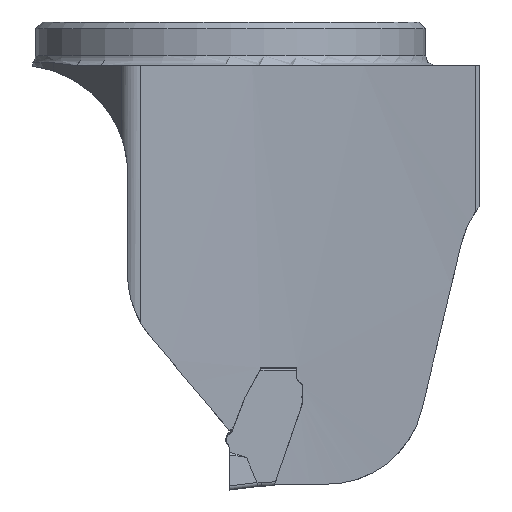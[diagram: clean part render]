
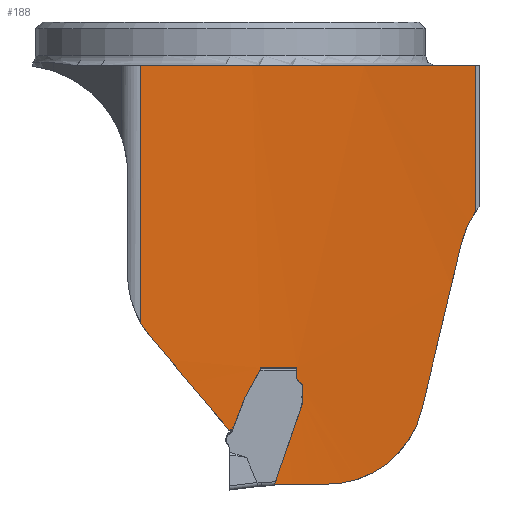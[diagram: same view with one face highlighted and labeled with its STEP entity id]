
A CAD part, left-side view. The second image highlights one B-rep face of the part: STEP entity #188.
In plain terms, the highlighted cylindrical face has radius 194.4 mm (diameter 388.8 mm), a partial arc.
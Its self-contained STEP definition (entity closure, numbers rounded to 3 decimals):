
#188=ADVANCED_FACE('CL_R_SU1',(#286),#259,.F.);
#259=CYLINDRICAL_SURFACE('',#1382,194.4);
#286=FACE_OUTER_BOUND('',#336,.T.);
#336=EDGE_LOOP('',(#559,#560,#561,#562,#563,#564,#565,#566,#567,#568,#569,
#570,#571));
#433=CIRCLE('',#1378,194.4);
#434=CIRCLE('',#1380,194.4);
#469=ELLIPSE('',#1379,302.433,194.4);
#470=ELLIPSE('',#1381,841.045,194.4);
#491=B_SPLINE_CURVE_WITH_KNOTS('',3,(#1897,#1898,#1899,#1900),
 .UNSPECIFIED.,.F.,.F.,(4,4),(0.,1.),.UNSPECIFIED.);
#492=B_SPLINE_CURVE_WITH_KNOTS('',3,(#1909,#1910,#1911,#1912),
 .UNSPECIFIED.,.F.,.F.,(4,4),(0.,1.),.UNSPECIFIED.);
#493=B_SPLINE_CURVE_WITH_KNOTS('',3,(#1916,#1917,#1918,#1919),
 .UNSPECIFIED.,.F.,.F.,(4,4),(0.,1.),.UNSPECIFIED.);
#494=B_SPLINE_CURVE_WITH_KNOTS('',3,(#1921,#1922,#1923,#1924,#1925,#1926,
#1927,#1928,#1929,#1930,#1931,#1932,#1933,#1934,#1935,#1936,#1937,#1938,
#1939,#1940,#1941,#1942),.UNSPECIFIED.,.F.,.F.,(4,3,3,3,3,3,3,4),(0.,0.441,
0.663,0.773,0.931,0.974,
0.991,1.),.UNSPECIFIED.);
#495=B_SPLINE_CURVE_WITH_KNOTS('',3,(#1944,#1945,#1946,#1947),
 .UNSPECIFIED.,.F.,.F.,(4,4),(0.,1.),.UNSPECIFIED.);
#496=B_SPLINE_CURVE_WITH_KNOTS('',3,(#1949,#1950,#1951,#1952,#1953,#1954,
#1955,#1956,#1957,#1958,#1959,#1960,#1961,#1962,#1963,#1964,#1965,#1966),
 .UNSPECIFIED.,.F.,.F.,(4,2,2,2,2,2,2,2,4),(0.,0.063,0.094,
0.125,0.156,0.188,0.25,
0.5,1.),.UNSPECIFIED.);
#497=B_SPLINE_CURVE_WITH_KNOTS('',3,(#1970,#1971,#1972,#1973,#1974,#1975),
 .UNSPECIFIED.,.F.,.F.,(4,2,4),(0.,0.5,1.),.UNSPECIFIED.);
#559=ORIENTED_EDGE('',*,*,#1019,.F.);
#560=ORIENTED_EDGE('',*,*,#1020,.F.);
#561=ORIENTED_EDGE('',*,*,#1021,.T.);
#562=ORIENTED_EDGE('',*,*,#1022,.F.);
#563=ORIENTED_EDGE('',*,*,#1023,.T.);
#564=ORIENTED_EDGE('',*,*,#1024,.T.);
#565=ORIENTED_EDGE('',*,*,#1025,.F.);
#566=ORIENTED_EDGE('',*,*,#1026,.T.);
#567=ORIENTED_EDGE('',*,*,#1027,.T.);
#568=ORIENTED_EDGE('',*,*,#1028,.T.);
#569=ORIENTED_EDGE('',*,*,#1029,.T.);
#570=ORIENTED_EDGE('',*,*,#1030,.F.);
#571=ORIENTED_EDGE('',*,*,#1031,.F.);
#899=VERTEX_POINT('',#1901);
#900=VERTEX_POINT('',#1902);
#901=VERTEX_POINT('',#1904);
#902=VERTEX_POINT('',#1906);
#903=VERTEX_POINT('',#1908);
#904=VERTEX_POINT('',#1913);
#905=VERTEX_POINT('',#1915);
#906=VERTEX_POINT('',#1920);
#907=VERTEX_POINT('',#1943);
#908=VERTEX_POINT('',#1948);
#909=VERTEX_POINT('',#1967);
#910=VERTEX_POINT('',#1969);
#911=VERTEX_POINT('',#1976);
#1019=EDGE_CURVE('',#899,#900,#491,.T.);
#1020=EDGE_CURVE('',#901,#899,#1178,.T.);
#1021=EDGE_CURVE('',#901,#902,#433,.T.);
#1022=EDGE_CURVE('',#903,#902,#1179,.T.);
#1023=EDGE_CURVE('',#903,#904,#492,.T.);
#1024=EDGE_CURVE('',#904,#905,#469,.T.);
#1025=EDGE_CURVE('',#906,#905,#493,.T.);
#1026=EDGE_CURVE('',#906,#907,#494,.T.);
#1027=EDGE_CURVE('',#907,#908,#495,.T.);
#1028=EDGE_CURVE('',#908,#909,#496,.T.);
#1029=EDGE_CURVE('',#909,#910,#434,.T.);
#1030=EDGE_CURVE('',#911,#910,#497,.T.);
#1031=EDGE_CURVE('',#900,#911,#470,.T.);
#1178=LINE('',#1903,#1235);
#1179=LINE('',#1907,#1236);
#1235=VECTOR('',#1515,1.);
#1236=VECTOR('',#1518,1.);
#1378=AXIS2_PLACEMENT_3D('',#1905,#1516,#1517);
#1379=AXIS2_PLACEMENT_3D('',#1914,#1519,#1520);
#1380=AXIS2_PLACEMENT_3D('',#1968,#1521,#1522);
#1381=AXIS2_PLACEMENT_3D('',#1977,#1523,#1524);
#1382=AXIS2_PLACEMENT_3D('',#1978,#1525,#1526);
#1515=DIRECTION('',(0.,0.,-1.));
#1516=DIRECTION('',(0.,0.,1.));
#1517=DIRECTION('',(-1.,0.,0.));
#1518=DIRECTION('',(0.,0.,1.));
#1519=DIRECTION('',(0.,0.766,-0.643));
#1520=DIRECTION('',(0.,-0.643,-0.766));
#1521=DIRECTION('',(0.,0.,-1.));
#1522=DIRECTION('',(-1.,0.,0.));
#1523=DIRECTION('',(0.,0.973,0.231));
#1524=DIRECTION('',(0.,0.231,-0.973));
#1525=DIRECTION('',(0.,0.,-1.));
#1526=DIRECTION('',(-1.,0.,0.));
#1897=CARTESIAN_POINT('',(-25.743,-25.121,-19.472));
#1898=CARTESIAN_POINT('',(-25.651,-24.421,-20.504));
#1899=CARTESIAN_POINT('',(-25.59,-23.926,-21.627));
#1900=CARTESIAN_POINT('',(-25.555,-23.637,-22.842));
#1901=CARTESIAN_POINT('',(-25.743,-25.121,-19.472));
#1902=CARTESIAN_POINT('',(-25.555,-23.637,-22.842));
#1903=CARTESIAN_POINT('',(-25.743,-25.121,63.76));
#1904=CARTESIAN_POINT('',(-25.743,-25.121,-4.475));
#1905=CARTESIAN_POINT('',(-218.5,0.1,-4.475));
#1906=CARTESIAN_POINT('',(-24.316,9.263,-4.475));
#1907=CARTESIAN_POINT('',(-24.316,9.263,-110.675));
#1908=CARTESIAN_POINT('',(-24.316,9.263,-30.766));
#1909=CARTESIAN_POINT('',(-24.316,9.263,-30.766));
#1910=CARTESIAN_POINT('',(-24.302,8.965,-31.29));
#1911=CARTESIAN_POINT('',(-24.286,8.62,-31.788));
#1912=CARTESIAN_POINT('',(-24.27,8.226,-32.258));
#1913=CARTESIAN_POINT('',(-24.27,8.226,-32.258));
#1914=CARTESIAN_POINT('',(-218.5,0.1,-41.942));
#1915=CARTESIAN_POINT('',(-24.1,0.171,-41.858));
#1916=CARTESIAN_POINT('',(-24.1,-0.211,-41.81));
#1917=CARTESIAN_POINT('',(-24.1,-0.084,-41.826));
#1918=CARTESIAN_POINT('',(-24.1,0.043,-41.842));
#1919=CARTESIAN_POINT('',(-24.1,0.171,-41.858));
#1920=CARTESIAN_POINT('',(-24.1,-0.211,-41.81));
#1921=CARTESIAN_POINT('',(-24.1,-0.211,-41.81));
#1922=CARTESIAN_POINT('',(-24.101,-0.577,-40.852));
#1923=CARTESIAN_POINT('',(-24.102,-0.943,-39.894));
#1924=CARTESIAN_POINT('',(-24.105,-1.31,-38.936));
#1925=CARTESIAN_POINT('',(-24.106,-1.493,-38.455));
#1926=CARTESIAN_POINT('',(-24.109,-1.739,-37.998));
#1927=CARTESIAN_POINT('',(-24.111,-1.991,-37.549));
#1928=CARTESIAN_POINT('',(-24.113,-2.116,-37.326));
#1929=CARTESIAN_POINT('',(-24.114,-2.242,-37.102));
#1930=CARTESIAN_POINT('',(-24.116,-2.367,-36.878));
#1931=CARTESIAN_POINT('',(-24.118,-2.547,-36.558));
#1932=CARTESIAN_POINT('',(-24.12,-2.727,-36.238));
#1933=CARTESIAN_POINT('',(-24.123,-2.907,-35.918));
#1934=CARTESIAN_POINT('',(-24.124,-2.955,-35.831));
#1935=CARTESIAN_POINT('',(-24.125,-3.013,-35.749));
#1936=CARTESIAN_POINT('',(-24.126,-3.051,-35.656));
#1937=CARTESIAN_POINT('',(-24.126,-3.065,-35.621));
#1938=CARTESIAN_POINT('',(-24.126,-3.072,-35.582));
#1939=CARTESIAN_POINT('',(-24.126,-3.071,-35.544));
#1940=CARTESIAN_POINT('',(-24.126,-3.071,-35.523));
#1941=CARTESIAN_POINT('',(-24.126,-3.07,-35.501));
#1942=CARTESIAN_POINT('',(-24.126,-3.07,-35.479));
#1943=CARTESIAN_POINT('',(-24.126,-3.07,-35.479));
#1944=CARTESIAN_POINT('',(-24.126,-3.07,-35.479));
#1945=CARTESIAN_POINT('',(-24.146,-4.313,-35.473));
#1946=CARTESIAN_POINT('',(-24.178,-5.557,-35.464));
#1947=CARTESIAN_POINT('',(-24.222,-6.8,-35.451));
#1948=CARTESIAN_POINT('',(-24.222,-6.8,-35.451));
#1949=CARTESIAN_POINT('',(-24.222,-6.8,-35.451));
#1950=CARTESIAN_POINT('',(-24.222,-6.8,-35.709));
#1951=CARTESIAN_POINT('',(-24.222,-6.8,-35.967));
#1952=CARTESIAN_POINT('',(-24.222,-6.8,-36.354));
#1953=CARTESIAN_POINT('',(-24.222,-6.784,-36.485));
#1954=CARTESIAN_POINT('',(-24.224,-6.843,-36.737));
#1955=CARTESIAN_POINT('',(-24.227,-6.931,-36.839));
#1956=CARTESIAN_POINT('',(-24.234,-7.13,-37.007));
#1957=CARTESIAN_POINT('',(-24.239,-7.243,-37.081));
#1958=CARTESIAN_POINT('',(-24.244,-7.387,-37.295));
#1959=CARTESIAN_POINT('',(-24.245,-7.4,-37.43));
#1960=CARTESIAN_POINT('',(-24.245,-7.4,-37.817));
#1961=CARTESIAN_POINT('',(-24.245,-7.4,-38.075));
#1962=CARTESIAN_POINT('',(-24.245,-7.4,-39.364));
#1963=CARTESIAN_POINT('',(-24.227,-6.947,-40.361));
#1964=CARTESIAN_POINT('',(-24.192,-5.905,-43.378));
#1965=CARTESIAN_POINT('',(-24.171,-5.21,-45.389));
#1966=CARTESIAN_POINT('',(-24.155,-4.515,-47.4));
#1967=CARTESIAN_POINT('',(-24.155,-4.515,-47.4));
#1968=CARTESIAN_POINT('',(-218.5,0.1,-47.4));
#1969=CARTESIAN_POINT('',(-24.357,-9.9,-47.4));
#1970=CARTESIAN_POINT('',(-25.104,-19.629,-39.711));
#1971=CARTESIAN_POINT('',(-25.051,-19.108,-41.904));
#1972=CARTESIAN_POINT('',(-24.924,-17.863,-43.853));
#1973=CARTESIAN_POINT('',(-24.629,-14.336,-46.64));
#1974=CARTESIAN_POINT('',(-24.473,-12.151,-47.4));
#1975=CARTESIAN_POINT('',(-24.357,-9.9,-47.4));
#1976=CARTESIAN_POINT('',(-25.104,-19.629,-39.711));
#1977=CARTESIAN_POINT('',(-218.5,0.1,-122.756));
#1978=CARTESIAN_POINT('',(-218.5,0.1,63.76));
